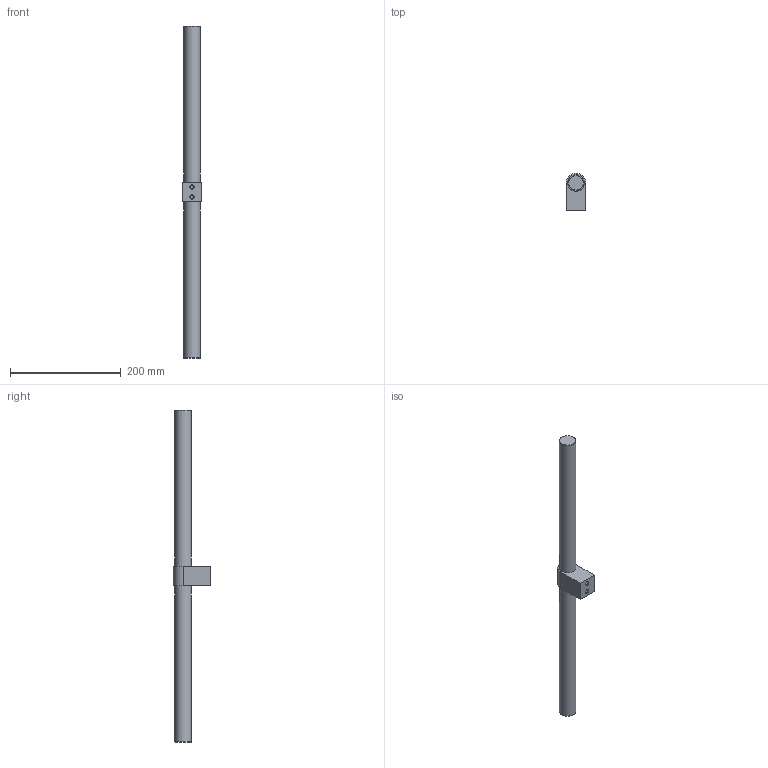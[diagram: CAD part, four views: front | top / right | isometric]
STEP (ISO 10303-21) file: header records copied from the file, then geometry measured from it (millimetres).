
FILE_DESCRIPTION( ( 'STEP AP214' ), '1' );
FILE_NAME( 'K1018.600301118.stp', '2020-12-04T13:05:39', ( '' ), ( '' ), ' ', 'PARTsolutions', ' ' );
FILE_SCHEMA( ( 'AUTOMOTIVE_DESIGN { 1 0 10303 214 1 1 1 1 }' ) );
Length unit declared in the file: millimetre
Products named in the file (1): _K1018.600301118
Bounding box: 36 x 68 x 600 mm (x, y, z)
Volume: 163762.8 mm3; surface area: 115323.7 mm2
Topology: 1 solids, 2 shells, 21 faces, 41 edges, 26 vertices
Faces by surface type: plane 9, cylinder 6, cone 4, torus 2
Full cylindrical faces by diameter (mm): 6.647 x2, 26 x1, 30 x2
Entity records: 638 total; most frequent: DIRECTION 86, CARTESIAN_POINT 72, ORIENTED_EDGE 52, AXIS2_PLACEMENT_3D 38, EDGE_LOOP 34, FACE_OUTER_BOUND 28, EDGE_CURVE 26, VERTEX_POINT 24
